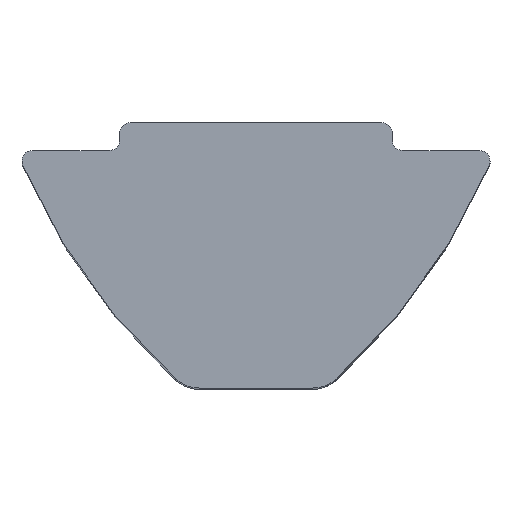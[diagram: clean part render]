
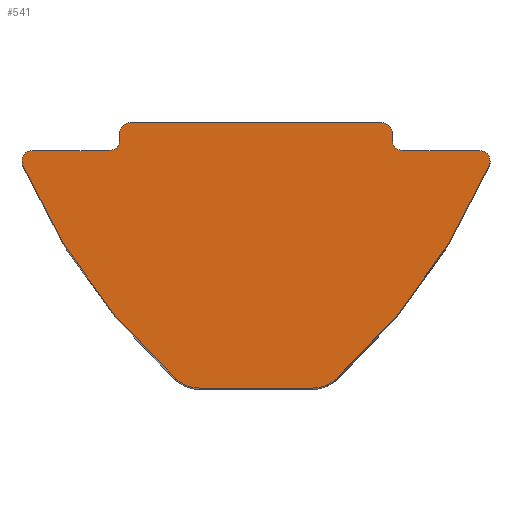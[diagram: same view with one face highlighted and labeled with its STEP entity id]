
A CAD part, top view. The second image highlights one B-rep face of the part: STEP entity #541.
In plain terms, the highlighted planar face has unit normal (0, 0, 1).
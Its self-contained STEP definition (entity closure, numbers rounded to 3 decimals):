
#51=PLANE('',#587);
#57=VECTOR('',#630,1.);
#64=VECTOR('',#654,1.);
#78=VECTOR('',#694,1.);
#79=VECTOR('',#696,1.);
#83=VECTOR('',#701,1.);
#89=VECTOR('',#708,1.);
#94=LINE('',#832,#57);
#101=LINE('',#899,#64);
#115=LINE('',#963,#78);
#116=LINE('',#965,#79);
#120=LINE('',#974,#83);
#126=LINE('',#988,#89);
#145=VERTEX_POINT('',#825);
#146=VERTEX_POINT('',#827);
#148=VERTEX_POINT('',#833);
#159=VERTEX_POINT('',#891);
#160=VERTEX_POINT('',#892);
#163=VERTEX_POINT('',#900);
#164=VERTEX_POINT('',#901);
#168=VERTEX_POINT('',#913);
#174=VERTEX_POINT('',#950);
#176=VERTEX_POINT('',#956);
#178=VERTEX_POINT('',#962);
#179=VERTEX_POINT('',#966);
#180=VERTEX_POINT('',#967);
#183=VERTEX_POINT('',#975);
#184=VERTEX_POINT('',#976);
#189=VERTEX_POINT('',#987);
#190=VERTEX_POINT('',#989);
#194=CIRCLE('',#558,1.);
#199=CIRCLE('',#567,0.3);
#201=CIRCLE('',#571,0.3);
#203=CIRCLE('',#574,17.5);
#206=CIRCLE('',#579,17.5);
#208=CIRCLE('',#582,0.3);
#209=CIRCLE('',#588,1.);
#210=CIRCLE('',#589,0.3);
#211=CIRCLE('',#590,0.3);
#212=CIRCLE('',#591,0.3);
#213=CIRCLE('',#592,0.3);
#230=EDGE_CURVE('',#146,#145,#194,.T.);
#234=EDGE_CURVE('',#148,#146,#94,.T.);
#247=EDGE_CURVE('',#159,#160,#199,.F.);
#251=EDGE_CURVE('',#163,#164,#101,.T.);
#255=EDGE_CURVE('',#164,#159,#201,.F.);
#258=EDGE_CURVE('',#160,#168,#203,.F.);
#269=EDGE_CURVE('',#145,#174,#206,.F.);
#272=EDGE_CURVE('',#174,#176,#208,.F.);
#275=EDGE_CURVE('',#176,#178,#115,.T.);
#276=EDGE_CURVE('',#179,#180,#116,.T.);
#280=EDGE_CURVE('',#183,#184,#120,.T.);
#286=EDGE_CURVE('',#190,#189,#126,.T.);
#288=EDGE_CURVE('',#168,#148,#209,.T.);
#289=EDGE_CURVE('',#178,#179,#210,.F.);
#290=EDGE_CURVE('',#180,#183,#211,.T.);
#291=EDGE_CURVE('',#184,#190,#212,.T.);
#292=EDGE_CURVE('',#189,#163,#213,.F.);
#384=ORIENTED_EDGE('',*,*,#258,.T.);
#385=ORIENTED_EDGE('',*,*,#288,.T.);
#386=ORIENTED_EDGE('',*,*,#234,.T.);
#387=ORIENTED_EDGE('',*,*,#230,.T.);
#388=ORIENTED_EDGE('',*,*,#269,.T.);
#389=ORIENTED_EDGE('',*,*,#272,.T.);
#390=ORIENTED_EDGE('',*,*,#275,.T.);
#391=ORIENTED_EDGE('',*,*,#289,.T.);
#392=ORIENTED_EDGE('',*,*,#276,.T.);
#393=ORIENTED_EDGE('',*,*,#290,.T.);
#394=ORIENTED_EDGE('',*,*,#280,.T.);
#395=ORIENTED_EDGE('',*,*,#291,.T.);
#396=ORIENTED_EDGE('',*,*,#286,.T.);
#397=ORIENTED_EDGE('',*,*,#292,.T.);
#398=ORIENTED_EDGE('',*,*,#251,.T.);
#399=ORIENTED_EDGE('',*,*,#255,.T.);
#400=ORIENTED_EDGE('',*,*,#247,.T.);
#481=EDGE_LOOP('',(#384,#385,#386,#387,#388,#389,#390,#391,#392,#393,#394,
#395,#396,#397,#398,#399,#400));
#512=FACE_BOUND('',#481,.T.);
#541=ADVANCED_FACE('',(#512),#51,.T.);
#558=AXIS2_PLACEMENT_3D('',#826,#624,#625);
#567=AXIS2_PLACEMENT_3D('',#890,#647,#648);
#571=AXIS2_PLACEMENT_3D('',#908,#660,#661);
#574=AXIS2_PLACEMENT_3D('',#914,#667,#668);
#579=AXIS2_PLACEMENT_3D('',#951,#682,#683);
#582=AXIS2_PLACEMENT_3D('',#957,#689,#690);
#587=AXIS2_PLACEMENT_3D('',#991,#710,$);
#588=AXIS2_PLACEMENT_3D('',#992,#711,#712);
#589=AXIS2_PLACEMENT_3D('',#993,#713,#714);
#590=AXIS2_PLACEMENT_3D('',#994,#715,#716);
#591=AXIS2_PLACEMENT_3D('',#995,#717,#718);
#592=AXIS2_PLACEMENT_3D('',#996,#719,#720);
#624=DIRECTION('',(0.,0.,1.));
#625=DIRECTION('',(-1.,0.,0.));
#630=DIRECTION('',(1.,0.,0.));
#647=DIRECTION('',(0.,0.,-1.));
#648=DIRECTION('',(-0.3,0.,0.));
#654=DIRECTION('',(-1.,0.,0.));
#660=DIRECTION('',(0.,0.,-1.));
#661=DIRECTION('',(-0.3,0.,0.));
#667=DIRECTION('',(0.,0.,-1.));
#668=DIRECTION('',(-17.5,0.,0.));
#682=DIRECTION('',(0.,0.,-1.));
#683=DIRECTION('',(-17.5,0.,0.));
#689=DIRECTION('',(0.,0.,-1.));
#690=DIRECTION('',(-0.3,0.,0.));
#694=DIRECTION('',(-1.,0.,0.));
#696=DIRECTION('',(0.,1.,0.));
#701=DIRECTION('',(-1.,0.,0.));
#708=DIRECTION('',(0.,-1.,0.));
#710=DIRECTION('',(0.,0.,1.));
#711=DIRECTION('',(0.,0.,1.));
#712=DIRECTION('',(-1.,0.,0.));
#713=DIRECTION('',(0.,0.,1.));
#714=DIRECTION('',(0.3,0.,0.));
#715=DIRECTION('',(0.,0.,1.));
#716=DIRECTION('',(-0.3,0.,0.));
#717=DIRECTION('',(0.,0.,1.));
#718=DIRECTION('',(-0.3,0.,0.));
#719=DIRECTION('',(0.,0.,1.));
#720=DIRECTION('',(0.3,0.,0.));
#825=CARTESIAN_POINT('',(2.292,-7.343,22.));
#826=CARTESIAN_POINT('',(1.623,-6.6,22.));
#827=CARTESIAN_POINT('',(1.623,-7.6,22.));
#832=CARTESIAN_POINT('',(-4.2,-7.6,22.));
#833=CARTESIAN_POINT('',(-1.623,-7.6,22.));
#890=CARTESIAN_POINT('',(-6.4,-1.1,22.));
#891=CARTESIAN_POINT('',(-6.7,-1.1,22.));
#892=CARTESIAN_POINT('',(-6.676,-1.218,22.));
#899=CARTESIAN_POINT('',(-5.15,-0.8,22.));
#900=CARTESIAN_POINT('',(-4.2,-0.8,22.));
#901=CARTESIAN_POINT('',(-6.4,-0.8,22.));
#908=CARTESIAN_POINT('',(-6.4,-1.1,22.));
#913=CARTESIAN_POINT('',(-2.292,-7.343,22.));
#914=CARTESIAN_POINT('',(9.413,5.666,22.));
#950=CARTESIAN_POINT('',(6.676,-1.218,22.));
#951=CARTESIAN_POINT('',(-9.413,5.666,22.));
#956=CARTESIAN_POINT('',(6.4,-0.8,22.));
#957=CARTESIAN_POINT('',(6.4,-1.1,22.));
#962=CARTESIAN_POINT('',(4.2,-0.8,22.));
#963=CARTESIAN_POINT('',(-1.25,-0.8,22.));
#965=CARTESIAN_POINT('',(3.9,-0.55,22.));
#966=CARTESIAN_POINT('',(3.9,-0.5,22.));
#967=CARTESIAN_POINT('',(3.9,-0.3,22.));
#974=CARTESIAN_POINT('',(-1.25,0.,22.));
#975=CARTESIAN_POINT('',(3.6,0.,22.));
#976=CARTESIAN_POINT('',(-3.6,0.,22.));
#987=CARTESIAN_POINT('',(-3.9,-0.5,22.));
#988=CARTESIAN_POINT('',(-3.9,-0.55,22.));
#989=CARTESIAN_POINT('',(-3.9,-0.3,22.));
#991=CARTESIAN_POINT('',(-6.4,-1.1,22.));
#992=CARTESIAN_POINT('',(-1.623,-6.6,22.));
#993=CARTESIAN_POINT('',(4.2,-0.5,22.));
#994=CARTESIAN_POINT('',(3.6,-0.3,22.));
#995=CARTESIAN_POINT('',(-3.6,-0.3,22.));
#996=CARTESIAN_POINT('',(-4.2,-0.5,22.));
